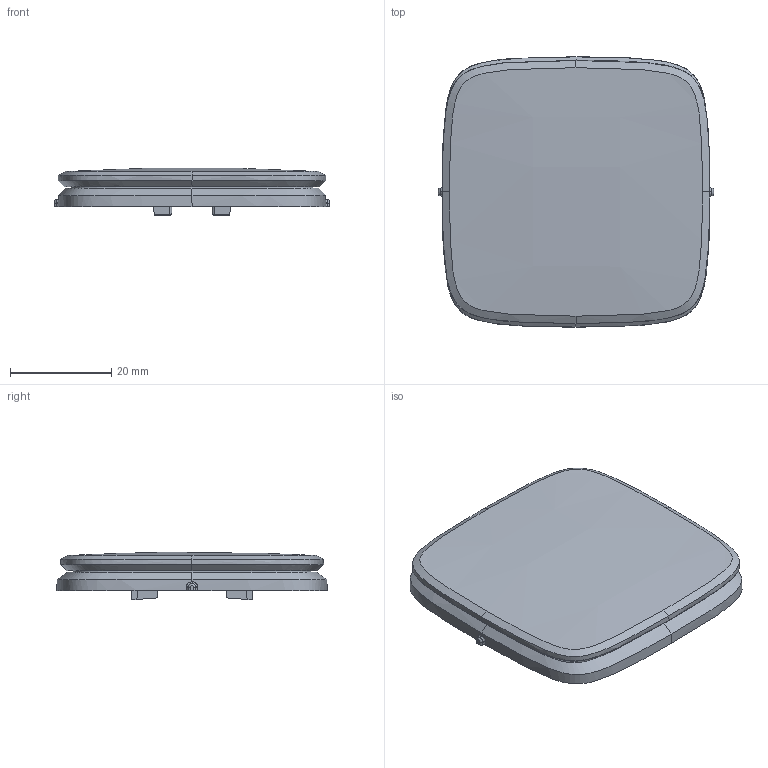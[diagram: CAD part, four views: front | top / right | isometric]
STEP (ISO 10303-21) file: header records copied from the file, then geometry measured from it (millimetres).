
FILE_DESCRIPTION(('CATIA V5 STEP Exchange','CAx-IF Rec.Pracs.--- Model Styling and Organization---1.4--- 2014-01-23'),'2;1');
FILE_NAME('755015_AllCATPart.stp','2020-02-24T12:24:06+00:00',('none'),('none'),'CATIA Version 5-6 Release 2017 SP3','CATIA V5 STEP AP214','none');
FILE_SCHEMA(('AUTOMOTIVE_DESIGN { 1 0 10303 214 1 1 1 1 }'));
Products named in the file (1): 755015_AllCATPart
Bounding box: 54.4 x 53.43 x 9.39 mm (x, y, z)
Volume: 8014.5 mm3; surface area: 12634.3 mm2
Topology: 1 solids, 1 shells, 4105 faces, 11925 edges, 7899 vertices
Faces by surface type: plane 3761, bspline 190, cylinder 78, cone 48, torus 20, sphere 4, extrusion 4
Entity records: 161416 total; most frequent: CARTESIAN_POINT 65820, ORIENTED_EDGE 23826, EDGE_CURVE 11913, DIRECTION 11582, VERTEX_POINT 7899, B_SPLINE_CURVE_WITH_KNOTS 7877, EDGE_LOOP 4210, ADVANCED_FACE 4105
